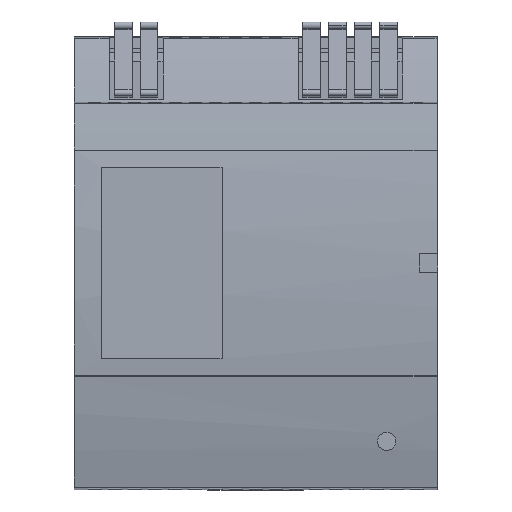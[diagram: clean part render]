
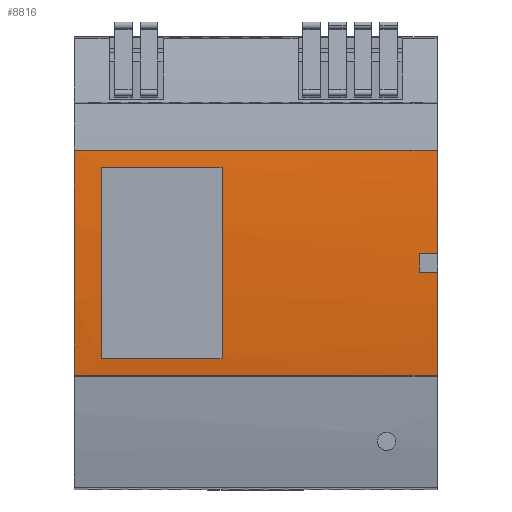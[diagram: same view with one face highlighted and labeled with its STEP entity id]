
A CAD part, top view. The second image highlights one B-rep face of the part: STEP entity #8816.
In plain terms, the highlighted cylindrical face has radius 192 mm (diameter 384 mm), a partial arc.
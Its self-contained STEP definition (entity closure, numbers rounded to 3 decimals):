
#93 = EDGE_CURVE ( 'NONE', #11274, #7903, #830, .T. ) ;
#438 = CARTESIAN_POINT ( 'NONE',  ( -30.7, 0., -138. ) ) ;
#523 = VERTEX_POINT ( 'NONE', #8663 ) ;
#632 = CARTESIAN_POINT ( 'NONE',  ( -36., 1.8, 53.992 ) ) ;
#830 = LINE ( 'NONE', #632, #3219 ) ;
#1093 = VERTEX_POINT ( 'NONE', #5156 ) ;
#1306 = DIRECTION ( 'NONE',  ( 1., 0., 0. ) ) ;
#1475 = VERTEX_POINT ( 'NONE', #10230 ) ;
#1531 = VECTOR ( 'NONE', #7233, 1000. ) ;
#1578 = DIRECTION ( 'NONE',  ( -1., 0., 0. ) ) ;
#1608 = ORIENTED_EDGE ( 'NONE', *, *, #2835, .F. ) ;
#1818 = EDGE_CURVE ( 'NONE', #11274, #11845, #2052, .T. ) ;
#1843 = DIRECTION ( 'NONE',  ( 0., 0., -1. ) ) ;
#1906 = ORIENTED_EDGE ( 'NONE', *, *, #11610, .F. ) ;
#1950 = CARTESIAN_POINT ( 'NONE',  ( -36., 0., -138. ) ) ;
#2052 = CIRCLE ( 'NONE', #11286, 192. ) ;
#2418 = VECTOR ( 'NONE', #3690, 1000. ) ;
#2536 = DIRECTION ( 'NONE',  ( 0., -1., 0. ) ) ;
#2614 = ORIENTED_EDGE ( 'NONE', *, *, #93, .F. ) ;
#2671 = DIRECTION ( 'NONE',  ( 0., 0., -1. ) ) ;
#2764 = EDGE_LOOP ( 'NONE', ( #2614, #4089, #4074, #1906, #12355, #5508, #3759, #8721 ) ) ;
#2783 = ORIENTED_EDGE ( 'NONE', *, *, #12289, .F. ) ;
#2785 = DIRECTION ( 'NONE',  ( 1., 0., 0. ) ) ;
#2807 = VERTEX_POINT ( 'NONE', #4660 ) ;
#2835 = EDGE_CURVE ( 'NONE', #4485, #2807, #12325, .T. ) ;
#2851 = CARTESIAN_POINT ( 'NONE',  ( -36., 0., -138. ) ) ;
#3168 = CARTESIAN_POINT ( 'NONE',  ( -36., -19., 53.058 ) ) ;
#3219 = VECTOR ( 'NONE', #4677, 1000. ) ;
#3630 = VECTOR ( 'NONE', #5753, 1000. ) ;
#3690 = DIRECTION ( 'NONE',  ( -1., 0., 0. ) ) ;
#3712 = DIRECTION ( 'NONE',  ( 1., 0., 0. ) ) ;
#3751 = DIRECTION ( 'NONE',  ( 0., 0., -1. ) ) ;
#3759 = ORIENTED_EDGE ( 'NONE', *, *, #6691, .F. ) ;
#3882 = CARTESIAN_POINT ( 'NONE',  ( -36., -1.8, 53.992 ) ) ;
#4061 = DIRECTION ( 'NONE',  ( 1., 0., 0. ) ) ;
#4074 = ORIENTED_EDGE ( 'NONE', *, *, #7324, .F. ) ;
#4089 = ORIENTED_EDGE ( 'NONE', *, *, #1818, .T. ) ;
#4118 = CARTESIAN_POINT ( 'NONE',  ( 36., -22.314, 52.699 ) ) ;
#4308 = ORIENTED_EDGE ( 'NONE', *, *, #9908, .F. ) ;
#4485 = VERTEX_POINT ( 'NONE', #4768 ) ;
#4649 = DIRECTION ( 'NONE',  ( -1., 0., 0. ) ) ;
#4660 = CARTESIAN_POINT ( 'NONE',  ( -6.7, 19., 53.058 ) ) ;
#4677 = DIRECTION ( 'NONE',  ( -1., 0., 0. ) ) ;
#4768 = CARTESIAN_POINT ( 'NONE',  ( -6.7, -19., 53.058 ) ) ;
#4831 = CIRCLE ( 'NONE', #6456, 192. ) ;
#4861 = LINE ( 'NONE', #10645, #3630 ) ;
#4873 = CARTESIAN_POINT ( 'NONE',  ( 32.5, 0., -138. ) ) ;
#5001 = VECTOR ( 'NONE', #4061, 1000. ) ;
#5156 = CARTESIAN_POINT ( 'NONE',  ( -30.7, -19., 53.058 ) ) ;
#5408 = AXIS2_PLACEMENT_3D ( 'NONE', #4873, #3712, #1843 ) ;
#5417 = LINE ( 'NONE', #9346, #1531 ) ;
#5435 = CARTESIAN_POINT ( 'NONE',  ( -36., -22.314, 52.699 ) ) ;
#5508 = ORIENTED_EDGE ( 'NONE', *, *, #10790, .T. ) ;
#5624 = CIRCLE ( 'NONE', #10981, 192. ) ;
#5638 = VERTEX_POINT ( 'NONE', #4118 ) ;
#5753 = DIRECTION ( 'NONE',  ( 1., 0., 0. ) ) ;
#5872 = FACE_BOUND ( 'NONE', #7063, .T. ) ;
#6380 = EDGE_CURVE ( 'NONE', #7903, #1475, #8899, .T. ) ;
#6456 = AXIS2_PLACEMENT_3D ( 'NONE', #2851, #4649, #3751 ) ;
#6519 = AXIS2_PLACEMENT_3D ( 'NONE', #1950, #2785, #12625 ) ;
#6682 = CARTESIAN_POINT ( 'NONE',  ( 36., 0., -138. ) ) ;
#6691 = EDGE_CURVE ( 'NONE', #1475, #8320, #8757, .T. ) ;
#6719 = CARTESIAN_POINT ( 'NONE',  ( 36., -1.8, 53.992 ) ) ;
#6789 = AXIS2_PLACEMENT_3D ( 'NONE', #10506, #1578, #2536 ) ;
#6830 = FACE_OUTER_BOUND ( 'NONE', #2764, .T. ) ;
#7063 = EDGE_LOOP ( 'NONE', ( #2783, #11683, #1608, #4308 ) ) ;
#7096 = LINE ( 'NONE', #3168, #10857 ) ;
#7233 = DIRECTION ( 'NONE',  ( 1., 0., 0. ) ) ;
#7324 = EDGE_CURVE ( 'NONE', #523, #11845, #4861, .T. ) ;
#7381 = CARTESIAN_POINT ( 'NONE',  ( 36., 22.314, 52.699 ) ) ;
#7903 = VERTEX_POINT ( 'NONE', #9631 ) ;
#8320 = VERTEX_POINT ( 'NONE', #6719 ) ;
#8631 = CARTESIAN_POINT ( 'NONE',  ( -36., 19., 53.058 ) ) ;
#8663 = CARTESIAN_POINT ( 'NONE',  ( -36., 22.314, 52.699 ) ) ;
#8721 = ORIENTED_EDGE ( 'NONE', *, *, #6380, .F. ) ;
#8757 = LINE ( 'NONE', #3882, #5001 ) ;
#8816 = ADVANCED_FACE ( 'NONE', ( #5872, #6830 ), #11592, .T. ) ;
#8899 = CIRCLE ( 'NONE', #5408, 192. ) ;
#9346 = CARTESIAN_POINT ( 'NONE',  ( -36., -22.314, 52.699 ) ) ;
#9421 = VERTEX_POINT ( 'NONE', #5435 ) ;
#9428 = DIRECTION ( 'NONE',  ( 1., 0., 0. ) ) ;
#9631 = CARTESIAN_POINT ( 'NONE',  ( 32.5, 1.8, 53.992 ) ) ;
#9636 = DIRECTION ( 'NONE',  ( 0., 0., -1. ) ) ;
#9848 = EDGE_CURVE ( 'NONE', #2807, #11243, #12498, .T. ) ;
#9908 = EDGE_CURVE ( 'NONE', #1093, #4485, #7096, .T. ) ;
#10230 = CARTESIAN_POINT ( 'NONE',  ( 32.5, -1.8, 53.992 ) ) ;
#10392 = DIRECTION ( 'NONE',  ( 0., 1., 0. ) ) ;
#10506 = CARTESIAN_POINT ( 'NONE',  ( -6.7, 0., -138. ) ) ;
#10645 = CARTESIAN_POINT ( 'NONE',  ( -36., 22.314, 52.699 ) ) ;
#10757 = CIRCLE ( 'NONE', #11990, 192. ) ;
#10790 = EDGE_CURVE ( 'NONE', #5638, #8320, #5624, .T. ) ;
#10857 = VECTOR ( 'NONE', #1306, 1000. ) ;
#10981 = AXIS2_PLACEMENT_3D ( 'NONE', #12311, #11476, #2671 ) ;
#11243 = VERTEX_POINT ( 'NONE', #12574 ) ;
#11274 = VERTEX_POINT ( 'NONE', #12442 ) ;
#11286 = AXIS2_PLACEMENT_3D ( 'NONE', #6682, #12594, #9636 ) ;
#11476 = DIRECTION ( 'NONE',  ( -1., 0., 0. ) ) ;
#11571 = EDGE_CURVE ( 'NONE', #9421, #5638, #5417, .T. ) ;
#11592 = CYLINDRICAL_SURFACE ( 'NONE', #6519, 192. ) ;
#11610 = EDGE_CURVE ( 'NONE', #9421, #523, #4831, .T. ) ;
#11683 = ORIENTED_EDGE ( 'NONE', *, *, #9848, .F. ) ;
#11845 = VERTEX_POINT ( 'NONE', #7381 ) ;
#11990 = AXIS2_PLACEMENT_3D ( 'NONE', #438, #9428, #10392 ) ;
#12289 = EDGE_CURVE ( 'NONE', #11243, #1093, #10757, .T. ) ;
#12311 = CARTESIAN_POINT ( 'NONE',  ( 36., 0., -138. ) ) ;
#12325 = CIRCLE ( 'NONE', #6789, 192. ) ;
#12355 = ORIENTED_EDGE ( 'NONE', *, *, #11571, .T. ) ;
#12442 = CARTESIAN_POINT ( 'NONE',  ( 36., 1.8, 53.992 ) ) ;
#12498 = LINE ( 'NONE', #8631, #2418 ) ;
#12574 = CARTESIAN_POINT ( 'NONE',  ( -30.7, 19., 53.058 ) ) ;
#12594 = DIRECTION ( 'NONE',  ( -1., 0., 0. ) ) ;
#12625 = DIRECTION ( 'NONE',  ( 0., 0., -1. ) ) ;
